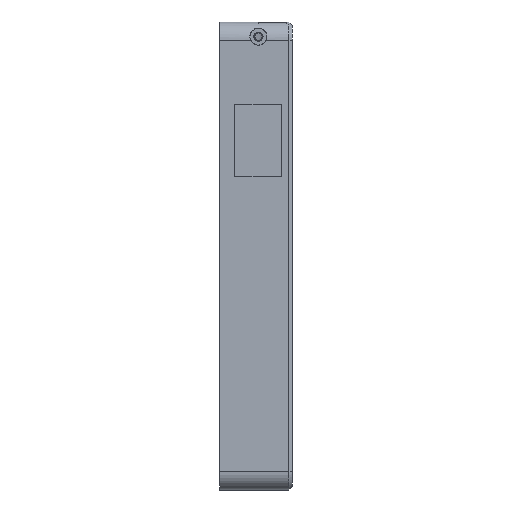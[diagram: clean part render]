
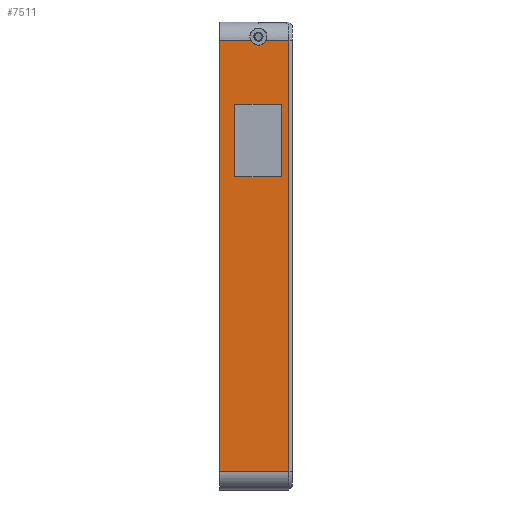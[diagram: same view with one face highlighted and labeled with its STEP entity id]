
A CAD part, left-side view. The second image highlights one B-rep face of the part: STEP entity #7511.
In plain terms, the highlighted planar face has unit normal (-1, 0, 0).
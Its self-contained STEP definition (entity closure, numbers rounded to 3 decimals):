
#119 = LINE ( 'NONE', #5851, #6039 ) ;
#140 = DIRECTION ( 'NONE',  ( 0., 0., -1. ) ) ;
#276 = EDGE_CURVE ( 'NONE', #1304, #6687, #3131, .T. ) ;
#435 = EDGE_CURVE ( 'NONE', #5813, #1806, #7806, .T. ) ;
#442 = ORIENTED_EDGE ( 'NONE', *, *, #276, .T. ) ;
#461 = LINE ( 'NONE', #5441, #8849 ) ;
#545 = DIRECTION ( 'NONE',  ( 0., 1., 0. ) ) ;
#579 = VECTOR ( 'NONE', #2203, 1000. ) ;
#616 = EDGE_CURVE ( 'NONE', #3184, #3769, #8783, .T. ) ;
#947 = CARTESIAN_POINT ( 'NONE',  ( -21.75, -1.5, 70. ) ) ;
#988 = AXIS2_PLACEMENT_3D ( 'NONE', #6969, #7831, #2765 ) ;
#1105 = DIRECTION ( 'NONE',  ( 0., 0., 1. ) ) ;
#1259 = ORIENTED_EDGE ( 'NONE', *, *, #7339, .F. ) ;
#1281 = CARTESIAN_POINT ( 'NONE',  ( -21.75, -1.5, -48. ) ) ;
#1304 = VERTEX_POINT ( 'NONE', #2807 ) ;
#1392 = VECTOR ( 'NONE', #6376, 1000. ) ;
#1449 = CARTESIAN_POINT ( 'NONE',  ( -21.75, 18.45, 70. ) ) ;
#1513 = LINE ( 'NONE', #8534, #579 ) ;
#1573 = AXIS2_PLACEMENT_3D ( 'NONE', #8344, #5652, #2052 ) ;
#1776 = ORIENTED_EDGE ( 'NONE', *, *, #1789, .T. ) ;
#1789 = EDGE_CURVE ( 'NONE', #2173, #3769, #1513, .T. ) ;
#1806 = VERTEX_POINT ( 'NONE', #4525 ) ;
#2052 = DIRECTION ( 'NONE',  ( 0., 0., 1. ) ) ;
#2063 = PLANE ( 'NONE',  #988 ) ;
#2173 = VERTEX_POINT ( 'NONE', #3586 ) ;
#2185 = CIRCLE ( 'NONE', #2496, 2.325 ) ;
#2203 = DIRECTION ( 'NONE',  ( 0., 1., 0. ) ) ;
#2376 = DIRECTION ( 'NONE',  ( 0., 1., 0. ) ) ;
#2496 = AXIS2_PLACEMENT_3D ( 'NONE', #8777, #3698, #7991 ) ;
#2685 = CARTESIAN_POINT ( 'NONE',  ( -21.75, 1.5, 32.7 ) ) ;
#2765 = DIRECTION ( 'NONE',  ( 0., 0., 1. ) ) ;
#2807 = CARTESIAN_POINT ( 'NONE',  ( -21.75, -0.5, -48. ) ) ;
#3038 = EDGE_LOOP ( 'NONE', ( #5287, #5368, #6263, #1259 ) ) ;
#3111 = DIRECTION ( 'NONE',  ( 0., 0., 1. ) ) ;
#3131 = LINE ( 'NONE', #5934, #4850 ) ;
#3184 = VERTEX_POINT ( 'NONE', #5397 ) ;
#3322 = VECTOR ( 'NONE', #545, 1000. ) ;
#3586 = CARTESIAN_POINT ( 'NONE',  ( -21.75, 9.899, 70. ) ) ;
#3698 = DIRECTION ( 'NONE',  ( -1., 0., 0. ) ) ;
#3769 = VERTEX_POINT ( 'NONE', #1449 ) ;
#3925 = EDGE_CURVE ( 'NONE', #6687, #7588, #5930, .T. ) ;
#3928 = VERTEX_POINT ( 'NONE', #5199 ) ;
#4195 = FACE_BOUND ( 'NONE', #3038, .T. ) ;
#4218 = ORIENTED_EDGE ( 'NONE', *, *, #3925, .T. ) ;
#4252 = CARTESIAN_POINT ( 'NONE',  ( -21.75, 14.3, -26. ) ) ;
#4443 = CARTESIAN_POINT ( 'NONE',  ( -21.75, 18.45, -26. ) ) ;
#4525 = CARTESIAN_POINT ( 'NONE',  ( -21.75, 14.3, 32.7 ) ) ;
#4566 = EDGE_CURVE ( 'NONE', #1806, #7009, #119, .T. ) ;
#4698 = LINE ( 'NONE', #1281, #3322 ) ;
#4834 = EDGE_CURVE ( 'NONE', #1304, #3184, #4698, .T. ) ;
#4844 = FACE_OUTER_BOUND ( 'NONE', #6325, .T. ) ;
#4850 = VECTOR ( 'NONE', #5553, 1000. ) ;
#4988 = ORIENTED_EDGE ( 'NONE', *, *, #616, .F. ) ;
#5045 = VERTEX_POINT ( 'NONE', #7229 ) ;
#5063 = DIRECTION ( 'NONE',  ( 0., -1., 0. ) ) ;
#5199 = CARTESIAN_POINT ( 'NONE',  ( -21.75, 1.5, 52.5 ) ) ;
#5245 = EDGE_CURVE ( 'NONE', #3928, #5813, #7901, .T. ) ;
#5287 = ORIENTED_EDGE ( 'NONE', *, *, #4566, .F. ) ;
#5368 = ORIENTED_EDGE ( 'NONE', *, *, #435, .F. ) ;
#5397 = CARTESIAN_POINT ( 'NONE',  ( -21.75, 18.45, -48. ) ) ;
#5441 = CARTESIAN_POINT ( 'NONE',  ( -21.75, 1.5, -26. ) ) ;
#5553 = DIRECTION ( 'NONE',  ( 0., 0., 1. ) ) ;
#5652 = DIRECTION ( 'NONE',  ( -1., 0., 0. ) ) ;
#5813 = VERTEX_POINT ( 'NONE', #8970 ) ;
#5851 = CARTESIAN_POINT ( 'NONE',  ( -21.75, -1.5, 32.7 ) ) ;
#5930 = LINE ( 'NONE', #947, #7226 ) ;
#5934 = CARTESIAN_POINT ( 'NONE',  ( -21.75, -0.5, 70. ) ) ;
#5995 = CIRCLE ( 'NONE', #1573, 2.325 ) ;
#6039 = VECTOR ( 'NONE', #5063, 1000. ) ;
#6263 = ORIENTED_EDGE ( 'NONE', *, *, #5245, .F. ) ;
#6316 = ORIENTED_EDGE ( 'NONE', *, *, #7861, .F. ) ;
#6325 = EDGE_LOOP ( 'NONE', ( #4988, #7649, #442, #4218, #7814, #6316, #1776 ) ) ;
#6376 = DIRECTION ( 'NONE',  ( 0., 1., 0. ) ) ;
#6681 = CARTESIAN_POINT ( 'NONE',  ( -21.75, 5.701, 70. ) ) ;
#6687 = VERTEX_POINT ( 'NONE', #7076 ) ;
#6969 = CARTESIAN_POINT ( 'NONE',  ( -21.75, -1.5, -26. ) ) ;
#6999 = VECTOR ( 'NONE', #3111, 1000. ) ;
#7009 = VERTEX_POINT ( 'NONE', #2685 ) ;
#7076 = CARTESIAN_POINT ( 'NONE',  ( -21.75, -0.5, 70. ) ) ;
#7226 = VECTOR ( 'NONE', #2376, 1000. ) ;
#7229 = CARTESIAN_POINT ( 'NONE',  ( -21.75, 7.8, 68.675 ) ) ;
#7259 = EDGE_CURVE ( 'NONE', #5045, #7588, #2185, .T. ) ;
#7339 = EDGE_CURVE ( 'NONE', #7009, #3928, #461, .T. ) ;
#7353 = VECTOR ( 'NONE', #140, 1000. ) ;
#7511 = ADVANCED_FACE ( 'NONE', ( #4195, #4844 ), #2063, .T. ) ;
#7588 = VERTEX_POINT ( 'NONE', #6681 ) ;
#7649 = ORIENTED_EDGE ( 'NONE', *, *, #4834, .F. ) ;
#7806 = LINE ( 'NONE', #4252, #7353 ) ;
#7814 = ORIENTED_EDGE ( 'NONE', *, *, #7259, .F. ) ;
#7831 = DIRECTION ( 'NONE',  ( -1., 0., 0. ) ) ;
#7861 = EDGE_CURVE ( 'NONE', #2173, #5045, #5995, .T. ) ;
#7901 = LINE ( 'NONE', #8552, #1392 ) ;
#7991 = DIRECTION ( 'NONE',  ( 0., 0., 1. ) ) ;
#8344 = CARTESIAN_POINT ( 'NONE',  ( -21.75, 7.8, 71. ) ) ;
#8534 = CARTESIAN_POINT ( 'NONE',  ( -21.75, -1.5, 70. ) ) ;
#8552 = CARTESIAN_POINT ( 'NONE',  ( -21.75, -1.5, 52.5 ) ) ;
#8777 = CARTESIAN_POINT ( 'NONE',  ( -21.75, 7.8, 71. ) ) ;
#8783 = LINE ( 'NONE', #4443, #6999 ) ;
#8849 = VECTOR ( 'NONE', #1105, 1000. ) ;
#8970 = CARTESIAN_POINT ( 'NONE',  ( -21.75, 14.3, 52.5 ) ) ;
